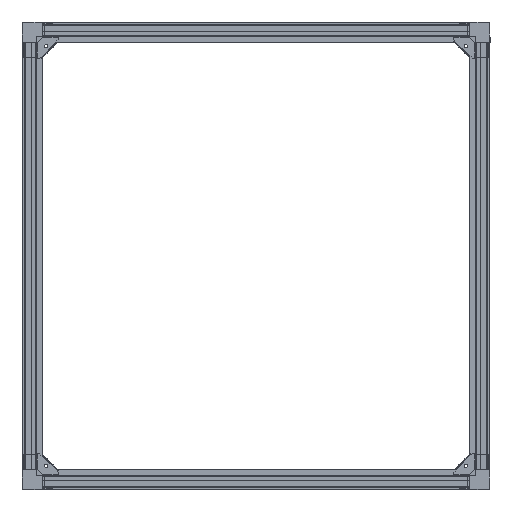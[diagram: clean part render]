
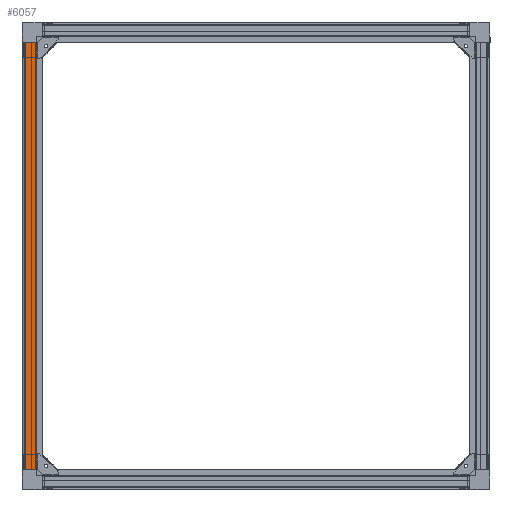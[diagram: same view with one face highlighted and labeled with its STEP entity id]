
A CAD part, left-side view. The second image highlights one B-rep face of the part: STEP entity #6057.
In plain terms, the highlighted planar face has unit normal (-1, 0, 0).
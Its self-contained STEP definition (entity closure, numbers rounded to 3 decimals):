
#1338 = CARTESIAN_POINT ( 'NONE',  ( 238.794, 615.755, 2112.93 ) ) ;
#1509 = EDGE_CURVE ( 'NONE', #77465, #54153, #70934, .T. ) ;
#6057 = ADVANCED_FACE ( 'NONE', ( #21022 ), #88538, .F. ) ;
#12063 = CARTESIAN_POINT ( 'NONE',  ( 238.794, 615.755, 2112.93 ) ) ;
#12413 = LINE ( 'NONE', #42922, #85198 ) ;
#13531 = DIRECTION ( 'NONE',  ( 1., 0., 0. ) ) ;
#16045 = VERTEX_POINT ( 'NONE', #95179 ) ;
#19932 = VECTOR ( 'NONE', #92318, 1000. ) ;
#21022 = FACE_OUTER_BOUND ( 'NONE', #26512, .T. ) ;
#25409 = VECTOR ( 'NONE', #84950, 1000. ) ;
#26512 = EDGE_LOOP ( 'NONE', ( #62139, #37230, #73189, #36361 ) ) ;
#36361 = ORIENTED_EDGE ( 'NONE', *, *, #79167, .T. ) ;
#36878 = DIRECTION ( 'NONE',  ( 0., 0., -1. ) ) ;
#37230 = ORIENTED_EDGE ( 'NONE', *, *, #1509, .F. ) ;
#42922 = CARTESIAN_POINT ( 'NONE',  ( 238.794, 615.755, 2112.93 ) ) ;
#44035 = DIRECTION ( 'NONE',  ( 0., 1., 0. ) ) ;
#51158 = CARTESIAN_POINT ( 'NONE',  ( 238.794, 615.755, 622.93 ) ) ;
#52988 = EDGE_CURVE ( 'NONE', #83088, #54153, #86137, .T. ) ;
#54153 = VERTEX_POINT ( 'NONE', #98200 ) ;
#54440 = CARTESIAN_POINT ( 'NONE',  ( 238.794, 569.755, 2112.93 ) ) ;
#61660 = DIRECTION ( 'NONE',  ( 0., -1., 0. ) ) ;
#62139 = ORIENTED_EDGE ( 'NONE', *, *, #52988, .T. ) ;
#63611 = CARTESIAN_POINT ( 'NONE',  ( 238.794, 615.755, 622.93 ) ) ;
#68829 = LINE ( 'NONE', #1338, #19932 ) ;
#70934 = LINE ( 'NONE', #54440, #25409 ) ;
#73189 = ORIENTED_EDGE ( 'NONE', *, *, #88846, .F. ) ;
#77465 = VERTEX_POINT ( 'NONE', #91062 ) ;
#78237 = VECTOR ( 'NONE', #61660, 1000. ) ;
#79167 = EDGE_CURVE ( 'NONE', #16045, #83088, #12413, .T. ) ;
#83088 = VERTEX_POINT ( 'NONE', #51158 ) ;
#84950 = DIRECTION ( 'NONE',  ( 0., 0., -1. ) ) ;
#85198 = VECTOR ( 'NONE', #36878, 1000. ) ;
#86137 = LINE ( 'NONE', #63611, #78237 ) ;
#88538 = PLANE ( 'NONE',  #88566 ) ;
#88566 = AXIS2_PLACEMENT_3D ( 'NONE', #12063, #13531, #44035 ) ;
#88846 = EDGE_CURVE ( 'NONE', #16045, #77465, #68829, .T. ) ;
#91062 = CARTESIAN_POINT ( 'NONE',  ( 238.794, 569.755, 2112.93 ) ) ;
#92318 = DIRECTION ( 'NONE',  ( 0., -1., 0. ) ) ;
#95179 = CARTESIAN_POINT ( 'NONE',  ( 238.794, 615.755, 2112.93 ) ) ;
#98200 = CARTESIAN_POINT ( 'NONE',  ( 238.794, 569.755, 622.93 ) ) ;
